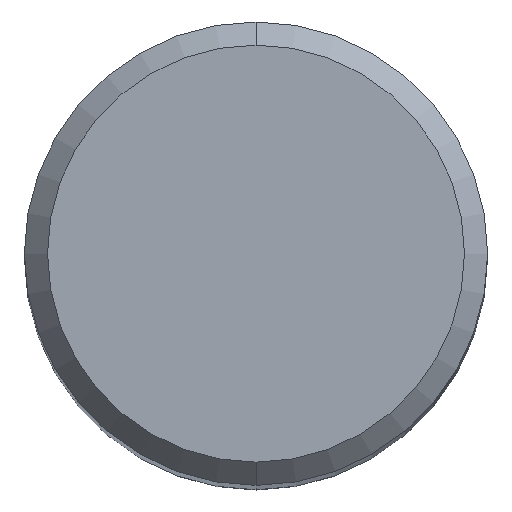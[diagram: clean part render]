
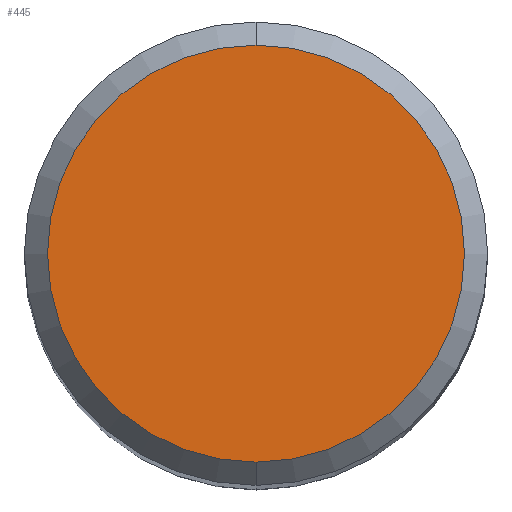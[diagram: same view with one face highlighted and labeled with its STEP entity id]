
A CAD part, top view. The second image highlights one B-rep face of the part: STEP entity #445.
In plain terms, the highlighted planar face has unit normal (0, 0, 1).
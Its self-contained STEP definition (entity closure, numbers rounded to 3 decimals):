
#191=VERTEX_POINT('',#490);
#265=EDGE_CURVE('',#423,#191,#568,.T.);
#423=VERTEX_POINT('',#748);
#445=ADVANCED_FACE('',(#772),#773,.T.);
#449=EDGE_CURVE('',#191,#423,#777,.T.);
#490=CARTESIAN_POINT('',(0.,-3.6,0.0));
#568=CIRCLE('',#1025,3.6);
#748=CARTESIAN_POINT('',(0.0,3.6,0.0));
#772=FACE_OUTER_BOUND('',#1412,.T.);
#773=PLANE('',#1413);
#777=CIRCLE('',#1419,3.6);
#1025=AXIS2_PLACEMENT_3D('',#1490,#1491,#1492);
#1412=EDGE_LOOP('',(#1762,#1763));
#1413=AXIS2_PLACEMENT_3D('',#1764,#1765,#1766);
#1419=AXIS2_PLACEMENT_3D('',#1770,#1771,#1772);
#1490=CARTESIAN_POINT('',(0.0,0.0,0.0));
#1491=DIRECTION('',(0.0,0.0,-1.0));
#1492=DIRECTION('',(0.0,1.0,0.0));
#1762=ORIENTED_EDGE('',*,*,#265,.F.);
#1763=ORIENTED_EDGE('',*,*,#449,.F.);
#1764=CARTESIAN_POINT('',(0.0,1.8,0.0));
#1765=DIRECTION('',(-0.0,0.0,1.0));
#1766=DIRECTION('',(0.0,-1.0,0.0));
#1770=CARTESIAN_POINT('',(0.0,0.0,0.0));
#1771=DIRECTION('',(0.0,0.0,-1.0));
#1772=DIRECTION('',(0.0,1.0,0.0));
